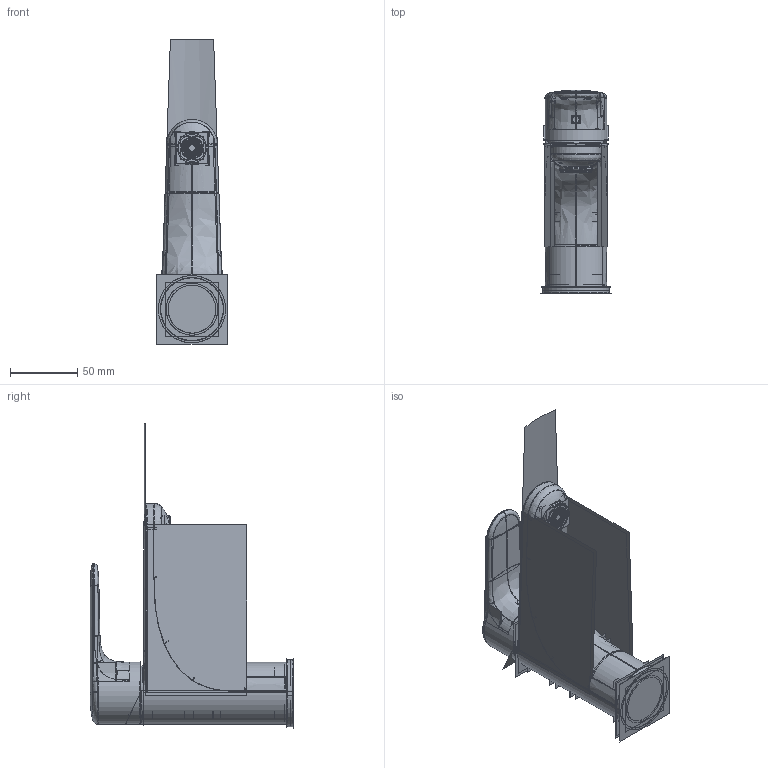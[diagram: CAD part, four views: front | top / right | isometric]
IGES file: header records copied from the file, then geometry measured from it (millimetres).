
Start section:  PTC IGES file: A42705.igs
Global section: file name: A42705.igs; native system: Creo Parametric by PTC Inc.; preprocessor: 2018300; author: tamer.unalp; organization: Unknown; date: 20201127.095908; units: millimetre
Bounding box: 52 x 151.18 x 226.01 mm (x, y, z)
Surface area: 384999.6 mm2 (no closed solid volume)
Topology: 0 solids, 0 shells, 3962 faces, 54900 edges, 70795 vertices
Faces by surface type: bspline 3474, revolution 464, extrusion 24
